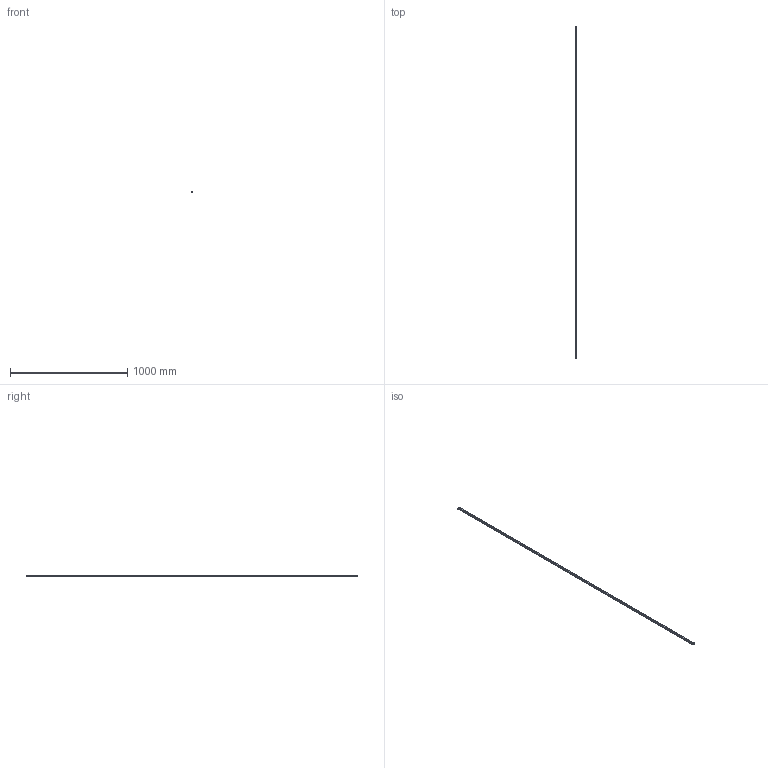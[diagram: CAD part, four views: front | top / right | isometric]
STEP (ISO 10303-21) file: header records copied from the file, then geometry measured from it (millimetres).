
FILE_DESCRIPTION(('STEP AP214'),'1');
FILE_NAME('cctmp_9D961E59-C619-4E9E-A5F6-B9904BD1AECF_2020_5_13_8_53_39_603..stp','2020-05-13T06:53:40',('HIWIN GmbH'),('CADClick - www.CADClick.com'),'Spatial InterOp 3D',' ','unknown authorization');
FILE_SCHEMA(('AUTOMOTIVE_DESIGN'));
Length unit declared in the file: millimetre
Products named in the file (1): HGR15R2830H_FILE
Bounding box: 15 x 2830 x 15 mm (x, y, z)
Volume: 520023.3 mm3; surface area: 188369.5 mm2
Topology: 1 solids, 1 shells, 538 faces, 1173 edges, 782 vertices
Faces by surface type: cylinder 308, plane 230
Entity records: 19321 total; most frequent: DIRECTION 2867, CARTESIAN_POINT 2494, ORIENTED_EDGE 2346, EDGE_CURVE 1173, AXIS2_PLACEMENT_3D 1155, VERTEX_POINT 782, EDGE_LOOP 683, CIRCLE 616
